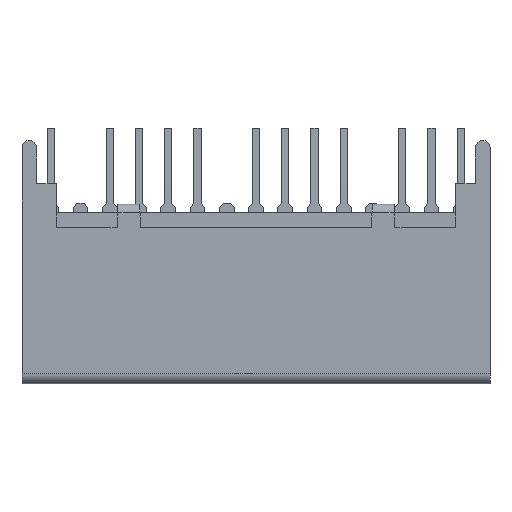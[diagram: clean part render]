
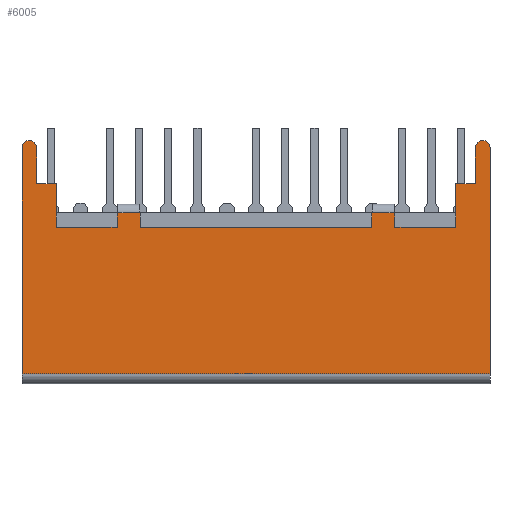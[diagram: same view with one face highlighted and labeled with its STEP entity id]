
A CAD part, front view. The second image highlights one B-rep face of the part: STEP entity #6005.
In plain terms, the highlighted planar face has unit normal (0, -1, 0).
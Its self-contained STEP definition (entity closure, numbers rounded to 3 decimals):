
#142=DIRECTION('',(1.,0.,0.));
#143=VECTOR('',#142,0.05);
#144=CARTESIAN_POINT('',(7.9,-4.5,-5.8));
#145=LINE('',#144,#143);
#150=DIRECTION('',(1.,0.,0.));
#151=VECTOR('',#150,0.05);
#152=CARTESIAN_POINT('',(-7.95,-4.5,-5.8));
#153=LINE('',#152,#151);
#162=DIRECTION('',(1.,0.,0.));
#163=VECTOR('',#162,0.05);
#164=CARTESIAN_POINT('',(-9.5,-4.5,-5.8));
#165=LINE('',#164,#163);
#242=DIRECTION('',(1.,0.,0.));
#243=VECTOR('',#242,0.05);
#244=CARTESIAN_POINT('',(9.45,-4.5,-5.8));
#245=LINE('',#244,#243);
#753=DIRECTION('',(-1.,0.,0.));
#754=VECTOR('',#753,32.);
#755=CARTESIAN_POINT('',(16.,-4.5,-16.8));
#756=LINE('',#755,#754);
#757=CARTESIAN_POINT('',(-15.5,-4.5,-1.35));
#758=DIRECTION('',(0.,1.,0.));
#759=DIRECTION('',(-1.,0.,0.));
#760=AXIS2_PLACEMENT_3D('',#757,#758,#759);
#762=DIRECTION('',(0.,0.,-1.));
#763=VECTOR('',#762,2.45);
#764=CARTESIAN_POINT('',(-15.,-4.5,-1.35));
#765=LINE('',#764,#763);
#766=DIRECTION('',(1.,0.,0.));
#767=VECTOR('',#766,1.35);
#768=CARTESIAN_POINT('',(-15.,-4.5,-3.8));
#769=LINE('',#768,#767);
#770=DIRECTION('',(0.,0.,-1.));
#771=VECTOR('',#770,2.);
#772=CARTESIAN_POINT('',(-13.65,-4.5,-3.8));
#773=LINE('',#772,#771);
#774=DIRECTION('',(0.,0.,-1.));
#775=VECTOR('',#774,1.);
#776=CARTESIAN_POINT('',(-13.65,-4.5,-5.8));
#777=LINE('',#776,#775);
#778=DIRECTION('',(1.,0.,0.));
#779=VECTOR('',#778,4.15);
#780=CARTESIAN_POINT('',(-13.65,-4.5,-6.8));
#781=LINE('',#780,#779);
#782=DIRECTION('',(0.,0.,1.));
#783=VECTOR('',#782,1.);
#784=CARTESIAN_POINT('',(-9.5,-4.5,-6.8));
#785=LINE('',#784,#783);
#786=DIRECTION('',(1.,0.,0.));
#787=VECTOR('',#786,1.5);
#788=CARTESIAN_POINT('',(-9.45,-4.5,-5.8));
#789=LINE('',#788,#787);
#790=DIRECTION('',(0.,0.,-1.));
#791=VECTOR('',#790,1.);
#792=CARTESIAN_POINT('',(-7.9,-4.5,-5.8));
#793=LINE('',#792,#791);
#794=DIRECTION('',(1.,0.,0.));
#795=VECTOR('',#794,15.8);
#796=CARTESIAN_POINT('',(-7.9,-4.5,-6.8));
#797=LINE('',#796,#795);
#798=DIRECTION('',(0.,0.,1.));
#799=VECTOR('',#798,1.);
#800=CARTESIAN_POINT('',(7.9,-4.5,-6.8));
#801=LINE('',#800,#799);
#802=DIRECTION('',(1.,0.,0.));
#803=VECTOR('',#802,1.5);
#804=CARTESIAN_POINT('',(7.95,-4.5,-5.8));
#805=LINE('',#804,#803);
#806=DIRECTION('',(0.,0.,-1.));
#807=VECTOR('',#806,1.);
#808=CARTESIAN_POINT('',(9.5,-4.5,-5.8));
#809=LINE('',#808,#807);
#810=DIRECTION('',(1.,0.,0.));
#811=VECTOR('',#810,4.15);
#812=CARTESIAN_POINT('',(9.5,-4.5,-6.8));
#813=LINE('',#812,#811);
#814=DIRECTION('',(0.,0.,1.));
#815=VECTOR('',#814,1.);
#816=CARTESIAN_POINT('',(13.65,-4.5,-6.8));
#817=LINE('',#816,#815);
#818=DIRECTION('',(0.,0.,1.));
#819=VECTOR('',#818,2.);
#820=CARTESIAN_POINT('',(13.65,-4.5,-5.8));
#821=LINE('',#820,#819);
#822=DIRECTION('',(1.,0.,0.));
#823=VECTOR('',#822,1.35);
#824=CARTESIAN_POINT('',(13.65,-4.5,-3.8));
#825=LINE('',#824,#823);
#826=DIRECTION('',(0.,0.,1.));
#827=VECTOR('',#826,2.45);
#828=CARTESIAN_POINT('',(15.,-4.5,-3.8));
#829=LINE('',#828,#827);
#830=CARTESIAN_POINT('',(15.5,-4.5,-1.35));
#831=DIRECTION('',(0.,1.,0.));
#832=DIRECTION('',(-1.,0.,0.));
#833=AXIS2_PLACEMENT_3D('',#830,#831,#832);
#860=DIRECTION('',(0.,0.,-1.));
#861=VECTOR('',#860,15.45);
#862=CARTESIAN_POINT('',(-16.,-4.5,-1.35));
#863=LINE('',#862,#861);
#1023=DIRECTION('',(0.,0.,1.));
#1024=VECTOR('',#1023,15.45);
#1025=CARTESIAN_POINT('',(16.,-4.5,-16.8));
#1026=LINE('',#1025,#1024);
#4218=CARTESIAN_POINT('',(-15.,-4.5,-3.8));
#4219=CARTESIAN_POINT('',(-13.65,-4.5,-3.8));
#4220=VERTEX_POINT('',#4218);
#4221=VERTEX_POINT('',#4219);
#4222=CARTESIAN_POINT('',(-16.,-4.5,-1.35));
#4223=CARTESIAN_POINT('',(-15.,-4.5,-1.35));
#4224=VERTEX_POINT('',#4222);
#4225=VERTEX_POINT('',#4223);
#4238=CARTESIAN_POINT('',(15.,-4.5,-3.8));
#4239=CARTESIAN_POINT('',(15.,-4.5,-1.35));
#4240=VERTEX_POINT('',#4238);
#4241=VERTEX_POINT('',#4239);
#4242=CARTESIAN_POINT('',(16.,-4.5,-1.35));
#4243=VERTEX_POINT('',#4242);
#4244=CARTESIAN_POINT('',(13.65,-4.5,-3.8));
#4245=VERTEX_POINT('',#4244);
#4278=CARTESIAN_POINT('',(9.5,-4.5,-5.8));
#4279=CARTESIAN_POINT('',(9.5,-4.5,-6.8));
#4280=VERTEX_POINT('',#4278);
#4281=VERTEX_POINT('',#4279);
#4282=CARTESIAN_POINT('',(13.65,-4.5,-6.8));
#4283=VERTEX_POINT('',#4282);
#4284=CARTESIAN_POINT('',(13.65,-4.5,-5.8));
#4285=VERTEX_POINT('',#4284);
#4294=CARTESIAN_POINT('',(-7.9,-4.5,-5.8));
#4295=CARTESIAN_POINT('',(-7.9,-4.5,-6.8));
#4296=VERTEX_POINT('',#4294);
#4297=VERTEX_POINT('',#4295);
#4298=CARTESIAN_POINT('',(7.9,-4.5,-6.8));
#4299=VERTEX_POINT('',#4298);
#4300=CARTESIAN_POINT('',(7.9,-4.5,-5.8));
#4301=VERTEX_POINT('',#4300);
#4302=CARTESIAN_POINT('',(-13.65,-4.5,-5.8));
#4303=VERTEX_POINT('',#4302);
#4332=CARTESIAN_POINT('',(-13.65,-4.5,-6.8));
#4333=VERTEX_POINT('',#4332);
#4334=CARTESIAN_POINT('',(-9.5,-4.5,-6.8));
#4335=VERTEX_POINT('',#4334);
#4336=CARTESIAN_POINT('',(-9.5,-4.5,-5.8));
#4337=VERTEX_POINT('',#4336);
#4382=CARTESIAN_POINT('',(-9.45,-4.5,-5.8));
#4383=CARTESIAN_POINT('',(-7.95,-4.5,-5.8));
#4384=VERTEX_POINT('',#4382);
#4385=VERTEX_POINT('',#4383);
#4394=CARTESIAN_POINT('',(7.95,-4.5,-5.8));
#4395=CARTESIAN_POINT('',(9.45,-4.5,-5.8));
#4396=VERTEX_POINT('',#4394);
#4397=VERTEX_POINT('',#4395);
#5378=CARTESIAN_POINT('',(-16.,-4.5,-16.8));
#5379=VERTEX_POINT('',#5378);
#5380=CARTESIAN_POINT('',(16.,-4.5,-16.8));
#5381=VERTEX_POINT('',#5380);
#5951=CARTESIAN_POINT('',(-16.,-4.5,-5.8));
#5952=DIRECTION('',(0.,-1.,0.));
#5953=DIRECTION('',(1.,0.,0.));
#5954=AXIS2_PLACEMENT_3D('',#5951,#5952,#5953);
#5955=PLANE('',#5954);
#5957=ORIENTED_EDGE('',*,*,#5956,.T.);
#5959=ORIENTED_EDGE('',*,*,#5958,.F.);
#5961=ORIENTED_EDGE('',*,*,#5960,.T.);
#5963=ORIENTED_EDGE('',*,*,#5962,.T.);
#5965=ORIENTED_EDGE('',*,*,#5964,.T.);
#5967=ORIENTED_EDGE('',*,*,#5966,.T.);
#5969=ORIENTED_EDGE('',*,*,#5968,.T.);
#5971=ORIENTED_EDGE('',*,*,#5970,.T.);
#5973=ORIENTED_EDGE('',*,*,#5972,.T.);
#5974=ORIENTED_EDGE('',*,*,#5537,.T.);
#5976=ORIENTED_EDGE('',*,*,#5975,.T.);
#5977=ORIENTED_EDGE('',*,*,#5529,.T.);
#5979=ORIENTED_EDGE('',*,*,#5978,.T.);
#5981=ORIENTED_EDGE('',*,*,#5980,.T.);
#5983=ORIENTED_EDGE('',*,*,#5982,.T.);
#5984=ORIENTED_EDGE('',*,*,#5521,.T.);
#5985=ORIENTED_EDGE('',*,*,#5942,.T.);
#5986=ORIENTED_EDGE('',*,*,#5589,.T.);
#5988=ORIENTED_EDGE('',*,*,#5987,.T.);
#5990=ORIENTED_EDGE('',*,*,#5989,.T.);
#5992=ORIENTED_EDGE('',*,*,#5991,.T.);
#5994=ORIENTED_EDGE('',*,*,#5993,.T.);
#5996=ORIENTED_EDGE('',*,*,#5995,.T.);
#5998=ORIENTED_EDGE('',*,*,#5997,.T.);
#6000=ORIENTED_EDGE('',*,*,#5999,.T.);
#6002=ORIENTED_EDGE('',*,*,#6001,.F.);
#6003=EDGE_LOOP('',(#5957,#5959,#5961,#5963,#5965,#5967,#5969,#5971,#5973,#5974,
#5976,#5977,#5979,#5981,#5983,#5984,#5985,#5986,#5988,#5990,#5992,#5994,#5996,
#5998,#6000,#6002));
#6004=FACE_OUTER_BOUND('',#6003,.F.);
#761=CIRCLE('',#760,0.5);
#834=CIRCLE('',#833,0.5);
#5521=EDGE_CURVE('',#4301,#4396,#145,.T.);
#5529=EDGE_CURVE('',#4385,#4296,#153,.T.);
#5537=EDGE_CURVE('',#4337,#4384,#165,.T.);
#5589=EDGE_CURVE('',#4397,#4280,#245,.T.);
#5942=EDGE_CURVE('',#4396,#4397,#805,.T.);
#5956=EDGE_CURVE('',#5381,#5379,#756,.T.);
#5958=EDGE_CURVE('',#4224,#5379,#863,.T.);
#5960=EDGE_CURVE('',#4224,#4225,#761,.T.);
#5962=EDGE_CURVE('',#4225,#4220,#765,.T.);
#5964=EDGE_CURVE('',#4220,#4221,#769,.T.);
#5966=EDGE_CURVE('',#4221,#4303,#773,.T.);
#5968=EDGE_CURVE('',#4303,#4333,#777,.T.);
#5970=EDGE_CURVE('',#4333,#4335,#781,.T.);
#5972=EDGE_CURVE('',#4335,#4337,#785,.T.);
#5975=EDGE_CURVE('',#4384,#4385,#789,.T.);
#5978=EDGE_CURVE('',#4296,#4297,#793,.T.);
#5980=EDGE_CURVE('',#4297,#4299,#797,.T.);
#5982=EDGE_CURVE('',#4299,#4301,#801,.T.);
#5987=EDGE_CURVE('',#4280,#4281,#809,.T.);
#5989=EDGE_CURVE('',#4281,#4283,#813,.T.);
#5991=EDGE_CURVE('',#4283,#4285,#817,.T.);
#5993=EDGE_CURVE('',#4285,#4245,#821,.T.);
#5995=EDGE_CURVE('',#4245,#4240,#825,.T.);
#5997=EDGE_CURVE('',#4240,#4241,#829,.T.);
#5999=EDGE_CURVE('',#4241,#4243,#834,.T.);
#6001=EDGE_CURVE('',#5381,#4243,#1026,.T.);
#6005=ADVANCED_FACE('',(#6004),#5955,.T.);
